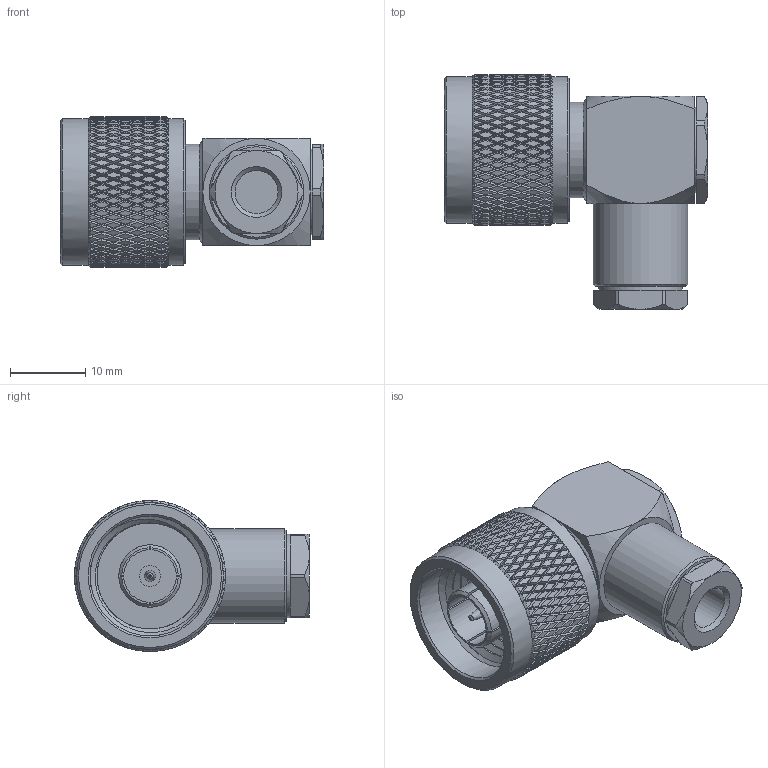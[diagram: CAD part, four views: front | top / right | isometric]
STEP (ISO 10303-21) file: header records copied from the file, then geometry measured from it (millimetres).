
FILE_DESCRIPTION (( 'STEP AP203' ), '1' );
FILE_NAME ('PE4135_3D.step', '2021-05-04T22:36:22', ( '' ), ( '' ), 'SwSTEP 2.0', 'SolidWorks 2020', '' );
FILE_SCHEMA (( 'CONFIG_CONTROL_DESIGN' ));
Products named in the file (1): PE4135_3D
Bounding box: 34.88 x 31.14 x 20 mm (x, y, z)
Volume: 8102.1 mm3; surface area: 5075.2 mm2
Topology: 1 solids, 1 shells, 2545 faces, 5190 edges, 2659 vertices
Faces by surface type: bspline 1764, cylinder 470, cone 253, plane 58
Full cylindrical faces by diameter (mm): 1.524 x1, 2.794 x1, 5.7 x1, 6.985 x1, 8.255 x1, 11.112 x1, 11.322 x1, 12.5 x1, 12.7 x1, 13.716 x1, 15.875 x5, 19.461 x2
Entity records: 90580 total; most frequent: CARTESIAN_POINT 57263, ORIENTED_EDGE 10290, EDGE_CURVE 5145, VERTEX_POINT 2641, DIRECTION 2622, EDGE_LOOP 2574, FACE_OUTER_BOUND 2554, ADVANCED_FACE 2540
